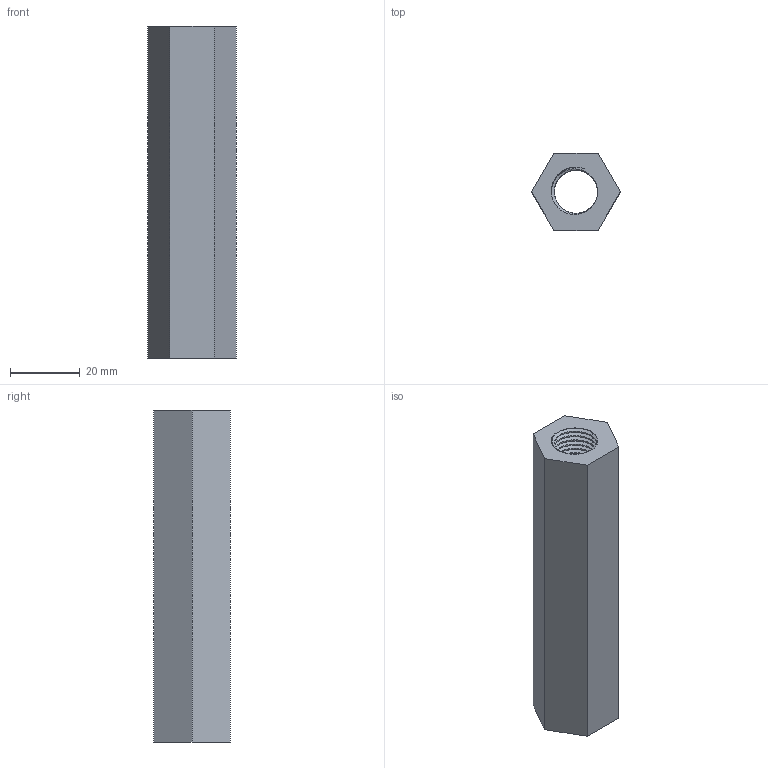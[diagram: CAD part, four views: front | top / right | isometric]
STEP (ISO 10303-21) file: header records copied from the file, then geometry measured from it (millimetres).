
FILE_DESCRIPTION(('FreeCAD Model'),'2;1');
FILE_NAME('Open CASCADE Shape Model','2025-11-08T07:02:53',(''),(''), 'Open CASCADE STEP processor 7.8','FreeCAD','Unknown');
FILE_SCHEMA(('AUTOMOTIVE_DESIGN { 1 0 10303 214 1 1 1 1 }'));
Length unit declared in the file: millimetre
Products named in the file (1): Coupler
Bounding box: 25.4 x 22 x 95 mm (x, y, z)
Volume: 25494.4 mm3; surface area: 14560.8 mm2
Topology: 1 solids, 1 shells, 248 faces, 508 edges, 262 vertices
Faces by surface type: bspline 177, cylinder 60, plane 11
Full cylindrical faces by diameter (mm): 12.376 x37, 14 x19
Entity records: 23844 total; most frequent: CARTESIAN_POINT 20305, ORIENTED_EDGE 1016, EDGE_CURVE 508, B_SPLINE_CURVE_WITH_KNOTS 306, VERTEX_POINT 262, FACE_BOUND 250, EDGE_LOOP 250, ADVANCED_FACE 248
